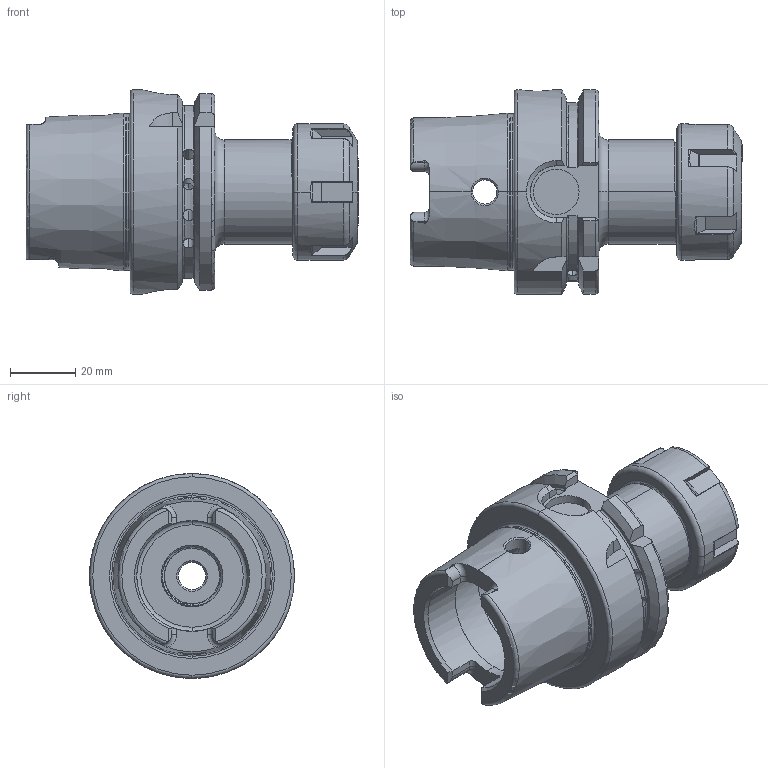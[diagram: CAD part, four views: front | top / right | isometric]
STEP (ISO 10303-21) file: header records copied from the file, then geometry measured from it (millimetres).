
FILE_DESCRIPTION (( 'STEP AP203' ), '1' );
FILE_NAME ('A63.02.16.0.STEP', '2016-11-26T03:12:10', ( '' ), ( '' ), 'SwSTEP 2.0', 'SolidWorks 2012', '' );
FILE_SCHEMA (( 'CONFIG_CONTROL_DESIGN' ));
Length unit declared in the file: millimetre
Products named in the file (3): 2-01.100.0250200C7_ER25螺帽(六溝); A63.02.16.0
Assembly tree (2 placements, depth 2):
  A63.02.16.0
    A63.02.16.0
    2-01.100.0250200C7_ER25螺帽(六溝)
Bounding box: 102.1 x 63 x 63 mm (x, y, z)
Volume: 109410.7 mm3; surface area: 37187.3 mm2
Topology: 2 solids, 2 shells, 364 faces, 968 edges, 604 vertices
Faces by surface type: cylinder 113, plane 98, torus 61, bspline 52, cone 40
Entity records: 24743 total; most frequent: CARTESIAN_POINT 16355, ORIENTED_EDGE 1916, DIRECTION 1428, EDGE_CURVE 958, VERTEX_POINT 604, AXIS2_PLACEMENT_3D 576, EDGE_LOOP 378, ADVANCED_FACE 364
